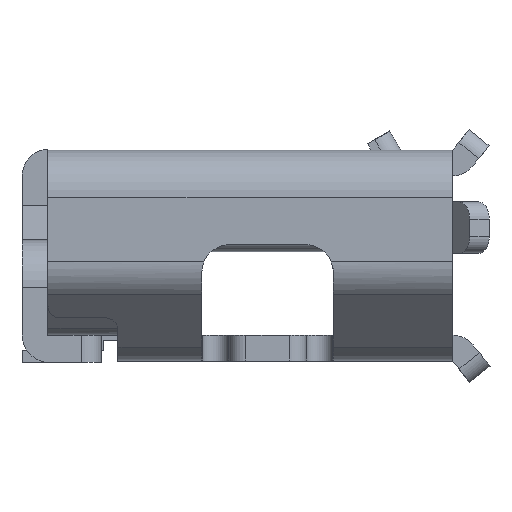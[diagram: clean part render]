
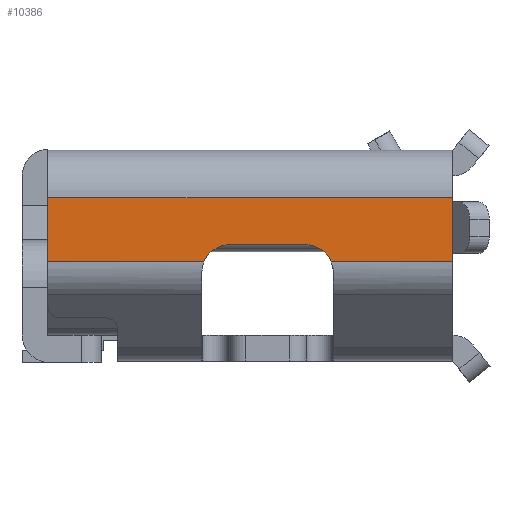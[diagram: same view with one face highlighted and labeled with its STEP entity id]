
A CAD part, left-side view. The second image highlights one B-rep face of the part: STEP entity #10386.
In plain terms, the highlighted planar face has unit normal (-1, 0, 0).
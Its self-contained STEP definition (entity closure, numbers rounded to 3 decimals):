
#4520 = VERTEX_POINT('',#4521);
#4521 = CARTESIAN_POINT('',(-3.75,-2.081,
    1.921));
#4528 = EDGE_CURVE('',#4520,#4529,#4531,.T.);
#4529 = VERTEX_POINT('',#4530);
#4530 = CARTESIAN_POINT('',(-3.75,-2.081,
    1.176));
#4531 = LINE('',#4532,#4533);
#4532 = CARTESIAN_POINT('',(-3.75,-2.081,
    1.921));
#4533 = VECTOR('',#4534,1.);
#4534 = DIRECTION('',(0.,0.,-1.));
#7160 = VERTEX_POINT('',#7161);
#7161 = CARTESIAN_POINT('',(-3.75,0.805,1.176
    ));
#7202 = VERTEX_POINT('',#7203);
#7203 = CARTESIAN_POINT('',(-3.75,0.508,1.377));
#7209 = EDGE_CURVE('',#7160,#7202,#7210,.T.);
#7210 = CIRCLE('',#7211,0.321);
#7211 = AXIS2_PLACEMENT_3D('',#7212,#7213,#7214);
#7212 = CARTESIAN_POINT('',(-3.75,0.508,1.056));
#7213 = DIRECTION('',(1.,0.,0.));
#7214 = DIRECTION('',(0.,0.,-1.));
#7294 = VERTEX_POINT('',#7295);
#7295 = CARTESIAN_POINT('',(-3.75,2.619,
    1.176));
#7302 = EDGE_CURVE('',#7303,#7294,#7305,.T.);
#7303 = VERTEX_POINT('',#7304);
#7304 = CARTESIAN_POINT('',(-3.75,2.619,
    1.921));
#7305 = LINE('',#7306,#7307);
#7306 = CARTESIAN_POINT('',(-3.75,2.619,
    1.921));
#7307 = VECTOR('',#7308,1.);
#7308 = DIRECTION('',(0.,0.,-1.));
#10376 = EDGE_CURVE('',#4520,#7303,#10377,.T.);
#10377 = LINE('',#10378,#10379);
#10378 = CARTESIAN_POINT('',(-3.75,-2.081,
    1.921));
#10379 = VECTOR('',#10380,1.);
#10380 = DIRECTION('',(0.,1.,0.));
#10386 = ADVANCED_FACE('',(#10387),#10422,.F.);
#10387 = FACE_BOUND('',#10388,.T.);
#10388 = EDGE_LOOP('',(#10389,#10390,#10391,#10392,#10398,#10399,#10407,
    #10416));
#10389 = ORIENTED_EDGE('',*,*,#4528,.F.);
#10390 = ORIENTED_EDGE('',*,*,#10376,.T.);
#10391 = ORIENTED_EDGE('',*,*,#7302,.T.);
#10392 = ORIENTED_EDGE('',*,*,#10393,.F.);
#10393 = EDGE_CURVE('',#7160,#7294,#10394,.T.);
#10394 = LINE('',#10395,#10396);
#10395 = CARTESIAN_POINT('',(-3.75,-2.081,
    1.176));
#10396 = VECTOR('',#10397,1.);
#10397 = DIRECTION('',(0.,1.,0.));
#10398 = ORIENTED_EDGE('',*,*,#7209,.T.);
#10399 = ORIENTED_EDGE('',*,*,#10400,.T.);
#10400 = EDGE_CURVE('',#7202,#10401,#10403,.T.);
#10401 = VERTEX_POINT('',#10402);
#10402 = CARTESIAN_POINT('',(-3.75,-0.376,1.377));
#10403 = LINE('',#10404,#10405);
#10404 = CARTESIAN_POINT('',(-3.75,0.508,1.377));
#10405 = VECTOR('',#10406,1.);
#10406 = DIRECTION('',(0.,-1.,0.));
#10407 = ORIENTED_EDGE('',*,*,#10408,.T.);
#10408 = EDGE_CURVE('',#10401,#10409,#10411,.T.);
#10409 = VERTEX_POINT('',#10410);
#10410 = CARTESIAN_POINT('',(-3.75,-0.674,
    1.176));
#10411 = CIRCLE('',#10412,0.321);
#10412 = AXIS2_PLACEMENT_3D('',#10413,#10414,#10415);
#10413 = CARTESIAN_POINT('',(-3.75,-0.376,1.056));
#10414 = DIRECTION('',(1.,0.,0.));
#10415 = DIRECTION('',(0.,0.,-1.));
#10416 = ORIENTED_EDGE('',*,*,#10417,.F.);
#10417 = EDGE_CURVE('',#4529,#10409,#10418,.T.);
#10418 = LINE('',#10419,#10420);
#10419 = CARTESIAN_POINT('',(-3.75,-2.081,
    1.176));
#10420 = VECTOR('',#10421,1.);
#10421 = DIRECTION('',(0.,1.,0.));
#10422 = PLANE('',#10423);
#10423 = AXIS2_PLACEMENT_3D('',#10424,#10425,#10426);
#10424 = CARTESIAN_POINT('',(-3.75,-2.081,
    1.921));
#10425 = DIRECTION('',(1.,0.,0.));
#10426 = DIRECTION('',(0.,0.,1.));
